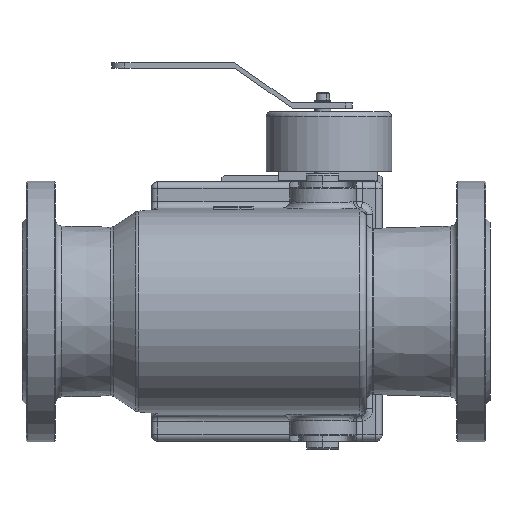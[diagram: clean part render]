
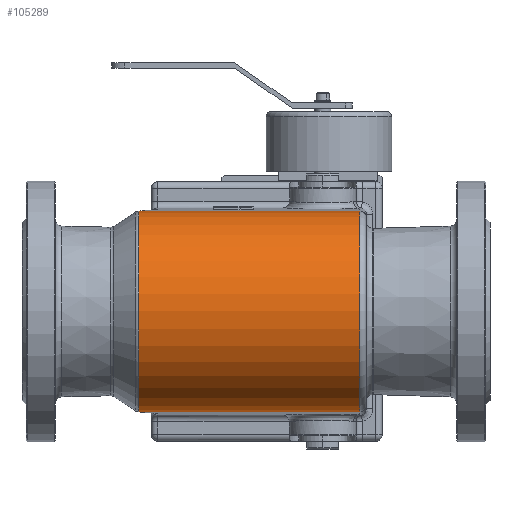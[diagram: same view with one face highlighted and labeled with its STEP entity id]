
A CAD part, front view. The second image highlights one B-rep face of the part: STEP entity #105289.
In plain terms, the highlighted cylindrical face has radius 75 mm (diameter 150 mm), a partial arc.
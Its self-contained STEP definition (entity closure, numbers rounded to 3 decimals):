
#322 = CARTESIAN_POINT ( 'NONE',  ( -237.62, 0., 75. ) ) ;
#1955 = VECTOR ( 'NONE', #78603, 1000. ) ;
#3096 = DIRECTION ( 'NONE',  ( -1., 0., 0. ) ) ;
#7575 = EDGE_CURVE ( 'NONE', #22780, #37528, #38961, .T. ) ;
#8656 = CIRCLE ( 'NONE', #27472, 75. ) ;
#10489 = VECTOR ( 'NONE', #99174, 1000. ) ;
#11061 = EDGE_CURVE ( 'NONE', #58858, #92816, #8656, .T. ) ;
#11924 = VECTOR ( 'NONE', #83958, 1000. ) ;
#15788 = CARTESIAN_POINT ( 'NONE',  ( -237.616, 0., 75. ) ) ;
#17584 = CYLINDRICAL_SURFACE ( 'NONE', #52944, 75. ) ;
#20535 = ORIENTED_EDGE ( 'NONE', *, *, #11061, .T. ) ;
#22008 = VERTEX_POINT ( 'NONE', #15788 ) ;
#22780 = VERTEX_POINT ( 'NONE', #60143 ) ;
#27169 = CARTESIAN_POINT ( 'NONE',  ( -257.5, 0., 0. ) ) ;
#27472 = AXIS2_PLACEMENT_3D ( 'NONE', #79462, #27765, #88077 ) ;
#27765 = DIRECTION ( 'NONE',  ( 1., 0., 0. ) ) ;
#30393 = ORIENTED_EDGE ( 'NONE', *, *, #42949, .F. ) ;
#30865 = DIRECTION ( 'NONE',  ( 0., 0., 1. ) ) ;
#31692 = LINE ( 'NONE', #54054, #97784 ) ;
#33762 = CARTESIAN_POINT ( 'NONE',  ( -72.5, 0., 75. ) ) ;
#35926 = DIRECTION ( 'NONE',  ( -1., 0., 0. ) ) ;
#36479 = EDGE_CURVE ( 'NONE', #83268, #22780, #76610, .T. ) ;
#37528 = VERTEX_POINT ( 'NONE', #33762 ) ;
#37555 = CARTESIAN_POINT ( 'NONE',  ( -237.616, 0., -75. ) ) ;
#38961 = CIRCLE ( 'NONE', #43906, 75. ) ;
#42410 = ORIENTED_EDGE ( 'NONE', *, *, #36479, .T. ) ;
#42949 = EDGE_CURVE ( 'NONE', #22008, #37528, #47839, .T. ) ;
#43269 = FACE_OUTER_BOUND ( 'NONE', #83388, .T. ) ;
#43906 = AXIS2_PLACEMENT_3D ( 'NONE', #73540, #108160, #30865 ) ;
#47572 = CARTESIAN_POINT ( 'NONE',  ( -257.5, 0., -75. ) ) ;
#47839 = LINE ( 'NONE', #95910, #1955 ) ;
#49729 = ORIENTED_EDGE ( 'NONE', *, *, #7575, .T. ) ;
#52944 = AXIS2_PLACEMENT_3D ( 'NONE', #27169, #35926, #70282 ) ;
#54054 = CARTESIAN_POINT ( 'NONE',  ( -257.5, 0., -75. ) ) ;
#57997 = CARTESIAN_POINT ( 'NONE',  ( -257.5, 0., 75. ) ) ;
#58858 = VERTEX_POINT ( 'NONE', #322 ) ;
#60143 = CARTESIAN_POINT ( 'NONE',  ( -72.5, 0., -75. ) ) ;
#70282 = DIRECTION ( 'NONE',  ( 0., 0., -1. ) ) ;
#73540 = CARTESIAN_POINT ( 'NONE',  ( -72.5, 0., 0. ) ) ;
#75330 = EDGE_CURVE ( 'NONE', #22008, #58858, #75332, .T. ) ;
#75332 = LINE ( 'NONE', #57997, #11924 ) ;
#76610 = LINE ( 'NONE', #47572, #10489 ) ;
#78462 = ORIENTED_EDGE ( 'NONE', *, *, #82379, .F. ) ;
#78603 = DIRECTION ( 'NONE',  ( 1., 0., 0. ) ) ;
#79462 = CARTESIAN_POINT ( 'NONE',  ( -237.62, 0., 0. ) ) ;
#82379 = EDGE_CURVE ( 'NONE', #83268, #92816, #31692, .T. ) ;
#83268 = VERTEX_POINT ( 'NONE', #37555 ) ;
#83388 = EDGE_LOOP ( 'NONE', ( #30393, #101418, #20535, #78462, #42410, #49729 ) ) ;
#83958 = DIRECTION ( 'NONE',  ( -1., 0., 0. ) ) ;
#88077 = DIRECTION ( 'NONE',  ( 0., 0., -1. ) ) ;
#89236 = CARTESIAN_POINT ( 'NONE',  ( -237.62, 0., -75. ) ) ;
#92816 = VERTEX_POINT ( 'NONE', #89236 ) ;
#95910 = CARTESIAN_POINT ( 'NONE',  ( -257.5, 0., 75. ) ) ;
#97784 = VECTOR ( 'NONE', #3096, 1000. ) ;
#99174 = DIRECTION ( 'NONE',  ( 1., 0., 0. ) ) ;
#101418 = ORIENTED_EDGE ( 'NONE', *, *, #75330, .T. ) ;
#105289 = ADVANCED_FACE ( 'NONE', ( #43269 ), #17584, .T. ) ;
#108160 = DIRECTION ( 'NONE',  ( -1., 0., 0. ) ) ;
